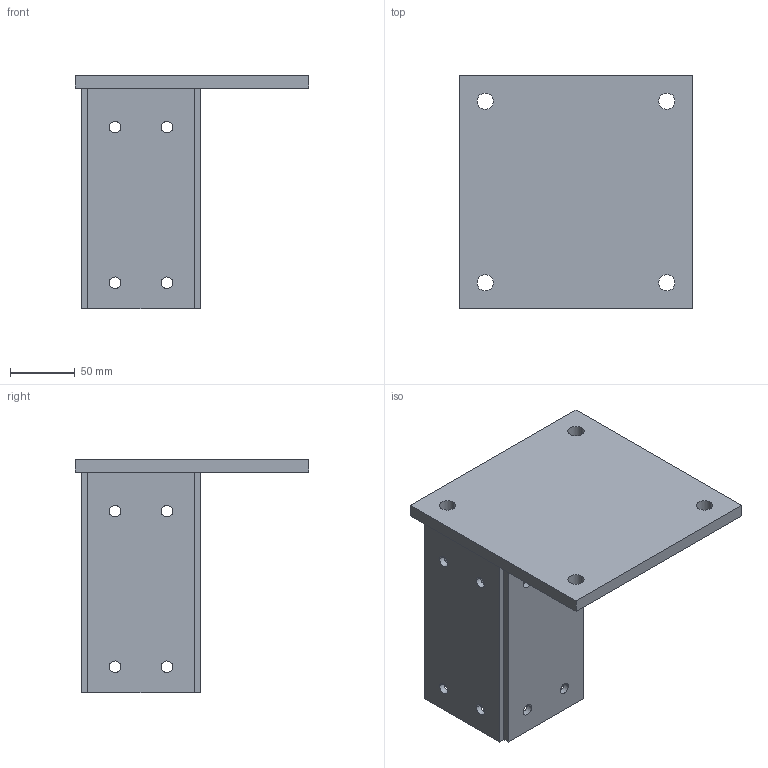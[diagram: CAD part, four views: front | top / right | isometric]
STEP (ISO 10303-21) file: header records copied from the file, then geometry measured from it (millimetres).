
FILE_DESCRIPTION (( 'STEP AP203' ), '1' );
FILE_NAME ('C47-37.STEP', '2018-04-03T11:43:33', ( 'User2' ), ( '' ), 'SwSTEP 2.0', 'SolidWorks 2007', '' );
FILE_SCHEMA (( 'CONFIG_CONTROL_DESIGN' ));
Length unit declared in the file: millimetre
Products named in the file (3): C47-37; C47-36; Lateral C47-36
Assembly tree (5 placements, depth 2):
  C47-37
    C47-36
    Lateral C47-36  x4
Bounding box: 180 x 180 x 180 mm (x, y, z)
Volume: 576379.2 mm3; surface area: 193674.7 mm2
Topology: 5 solids, 5 shells, 70 faces, 180 edges, 120 vertices
Faces by surface type: cylinder 40, plane 30
Entity records: 1301 total; most frequent: DIRECTION 176, CARTESIAN_POINT 156, ORIENTED_EDGE 144, EDGE_CURVE 72, AXIS2_PLACEMENT_3D 68, VERTEX_POINT 48, EDGE_LOOP 44, VECTOR 40
